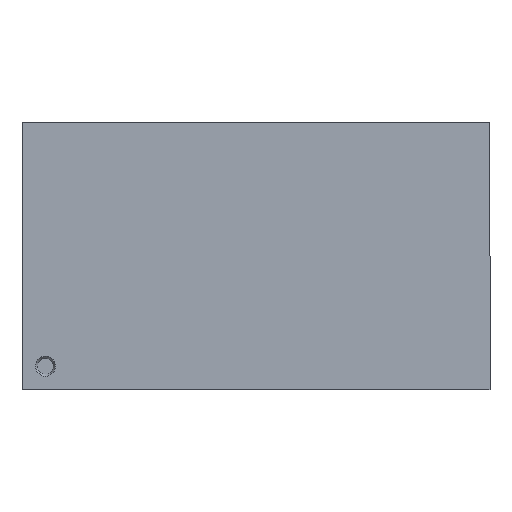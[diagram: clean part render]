
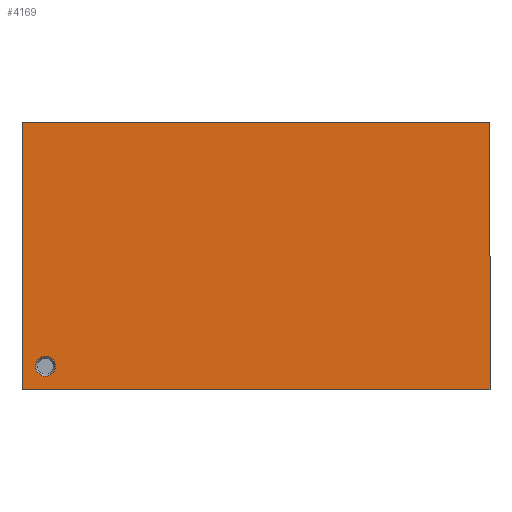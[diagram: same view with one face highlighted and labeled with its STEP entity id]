
A CAD part, top view. The second image highlights one B-rep face of the part: STEP entity #4169.
In plain terms, the highlighted planar face has unit normal (0, 0, 1).
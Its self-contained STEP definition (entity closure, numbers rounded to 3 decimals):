
#148 = ORIENTED_EDGE ( 'NONE', *, *, #1903, .T. ) ;
#188 = CARTESIAN_POINT ( 'NONE',  ( -6.002, -3.3, 1.1 ) ) ;
#198 = AXIS2_PLACEMENT_3D ( 'NONE', #3207, #1532, #3775 ) ;
#337 = LINE ( 'NONE', #5286, #973 ) ;
#523 = ORIENTED_EDGE ( 'NONE', *, *, #2797, .F. ) ;
#562 = ORIENTED_EDGE ( 'NONE', *, *, #4548, .T. ) ;
#634 = DIRECTION ( 'NONE',  ( 0., -1., 0. ) ) ;
#818 = ORIENTED_EDGE ( 'NONE', *, *, #3796, .T. ) ;
#973 = VECTOR ( 'NONE', #5432, 1000. ) ;
#1013 = ORIENTED_EDGE ( 'NONE', *, *, #3886, .T. ) ;
#1126 = VECTOR ( 'NONE', #4153, 1000. ) ;
#1256 = EDGE_CURVE ( 'NONE', #5684, #2477, #6482, .T. ) ;
#1267 = VERTEX_POINT ( 'NONE', #6788 ) ;
#1532 = DIRECTION ( 'NONE',  ( 0., 0., 1. ) ) ;
#1660 = CARTESIAN_POINT ( 'NONE',  ( -7., 4., 1.1 ) ) ;
#1699 = DIRECTION ( 'NONE',  ( 0., 0., 1. ) ) ;
#1770 = AXIS2_PLACEMENT_3D ( 'NONE', #6833, #6359, #2418 ) ;
#1903 = EDGE_CURVE ( 'NONE', #6930, #5056, #6782, .T. ) ;
#2016 = VERTEX_POINT ( 'NONE', #4191 ) ;
#2304 = DIRECTION ( 'NONE',  ( 1., 0., 0. ) ) ;
#2381 = DIRECTION ( 'NONE',  ( -1., 0., 0. ) ) ;
#2418 = DIRECTION ( 'NONE',  ( 1., 0., 0. ) ) ;
#2436 = EDGE_LOOP ( 'NONE', ( #5754, #523 ) ) ;
#2477 = VERTEX_POINT ( 'NONE', #3001 ) ;
#2797 = EDGE_CURVE ( 'NONE', #2477, #5684, #7140, .T. ) ;
#3001 = CARTESIAN_POINT ( 'NONE',  ( -6.598, -3.3, 1.1 ) ) ;
#3087 = CARTESIAN_POINT ( 'NONE',  ( -7., -4., 1.1 ) ) ;
#3207 = CARTESIAN_POINT ( 'NONE',  ( -7., -4., 1.1 ) ) ;
#3473 = VECTOR ( 'NONE', #2381, 1000. ) ;
#3605 = CARTESIAN_POINT ( 'NONE',  ( -7., -4., 1.1 ) ) ;
#3775 = DIRECTION ( 'NONE',  ( 1., 0., 0. ) ) ;
#3796 = EDGE_CURVE ( 'NONE', #2016, #6930, #5573, .T. ) ;
#3886 = EDGE_CURVE ( 'NONE', #5056, #1267, #6897, .T. ) ;
#4115 = FACE_BOUND ( 'NONE', #2436, .T. ) ;
#4153 = DIRECTION ( 'NONE',  ( 1., 0., 0. ) ) ;
#4169 = ADVANCED_FACE ( 'NONE', ( #4115, #7126 ), #7024, .T. ) ;
#4191 = CARTESIAN_POINT ( 'NONE',  ( 7., 4., 1.1 ) ) ;
#4394 = EDGE_LOOP ( 'NONE', ( #148, #1013, #562, #818 ) ) ;
#4548 = EDGE_CURVE ( 'NONE', #1267, #2016, #337, .T. ) ;
#5056 = VERTEX_POINT ( 'NONE', #3087 ) ;
#5089 = CARTESIAN_POINT ( 'NONE',  ( -7., 4., 1.1 ) ) ;
#5286 = CARTESIAN_POINT ( 'NONE',  ( 7., 4., 1.1 ) ) ;
#5432 = DIRECTION ( 'NONE',  ( 0., 1., 0. ) ) ;
#5573 = LINE ( 'NONE', #1660, #3473 ) ;
#5684 = VERTEX_POINT ( 'NONE', #188 ) ;
#5754 = ORIENTED_EDGE ( 'NONE', *, *, #1256, .F. ) ;
#6359 = DIRECTION ( 'NONE',  ( 0., 0., 1. ) ) ;
#6482 = CIRCLE ( 'NONE', #6601, 0.298 ) ;
#6601 = AXIS2_PLACEMENT_3D ( 'NONE', #6749, #1699, #2304 ) ;
#6749 = CARTESIAN_POINT ( 'NONE',  ( -6.3, -3.3, 1.1 ) ) ;
#6782 = LINE ( 'NONE', #5089, #6814 ) ;
#6788 = CARTESIAN_POINT ( 'NONE',  ( 7., -4., 1.1 ) ) ;
#6814 = VECTOR ( 'NONE', #634, 1000. ) ;
#6833 = CARTESIAN_POINT ( 'NONE',  ( -6.3, -3.3, 1.1 ) ) ;
#6897 = LINE ( 'NONE', #3605, #1126 ) ;
#6930 = VERTEX_POINT ( 'NONE', #6980 ) ;
#6980 = CARTESIAN_POINT ( 'NONE',  ( -7., 4., 1.1 ) ) ;
#7024 = PLANE ( 'NONE',  #198 ) ;
#7126 = FACE_OUTER_BOUND ( 'NONE', #4394, .T. ) ;
#7140 = CIRCLE ( 'NONE', #1770, 0.298 ) ;
